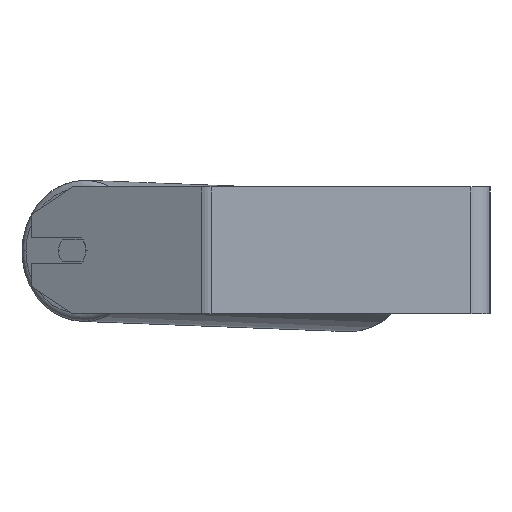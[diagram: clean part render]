
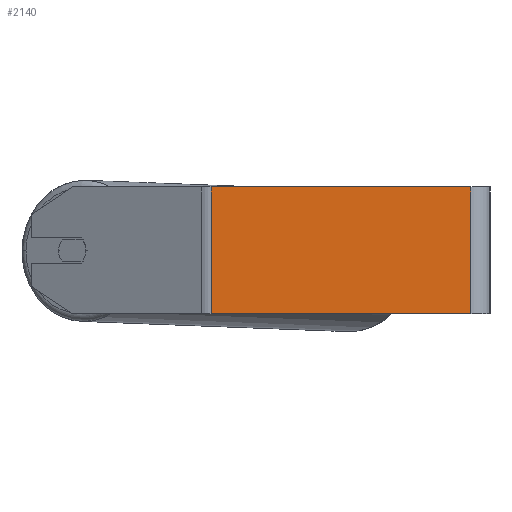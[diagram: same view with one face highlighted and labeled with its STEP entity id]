
A CAD part, left-side view. The second image highlights one B-rep face of the part: STEP entity #2140.
In plain terms, the highlighted planar face has unit normal (-1, 0, 0).
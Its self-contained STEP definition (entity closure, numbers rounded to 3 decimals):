
#139 = VERTEX_POINT ( 'NONE', #6086 ) ;
#278 = CARTESIAN_POINT ( 'NONE',  ( -380., 12., -40. ) ) ;
#358 = CARTESIAN_POINT ( 'NONE',  ( -380., 12., 40. ) ) ;
#385 = DIRECTION ( 'NONE',  ( 0., 0., -1. ) ) ;
#400 = LINE ( 'NONE', #4548, #2018 ) ;
#407 = DIRECTION ( 'NONE',  ( 1., 0., 0. ) ) ;
#837 = VECTOR ( 'NONE', #385, 1000. ) ;
#1380 = DIRECTION ( 'NONE',  ( 0., -1., 0. ) ) ;
#1591 = LINE ( 'NONE', #7021, #4737 ) ;
#1701 = DIRECTION ( 'NONE',  ( 0., -1., 0. ) ) ;
#1793 = VECTOR ( 'NONE', #2069, 1000. ) ;
#1890 = DIRECTION ( 'NONE',  ( 0., 0., -1. ) ) ;
#2018 = VECTOR ( 'NONE', #1701, 1000. ) ;
#2037 = CARTESIAN_POINT ( 'NONE',  ( -380., 12., 40. ) ) ;
#2069 = DIRECTION ( 'NONE',  ( 0., 0., -1. ) ) ;
#2138 = LINE ( 'NONE', #2037, #1793 ) ;
#2140 = ADVANCED_FACE ( 'NONE', ( #7051 ), #4152, .F. ) ;
#2529 = VERTEX_POINT ( 'NONE', #358 ) ;
#2540 = VERTEX_POINT ( 'NONE', #4144 ) ;
#2766 = ORIENTED_EDGE ( 'NONE', *, *, #6145, .T. ) ;
#2935 = EDGE_CURVE ( 'NONE', #2540, #139, #3277, .T. ) ;
#3011 = ORIENTED_EDGE ( 'NONE', *, *, #2935, .T. ) ;
#3277 = LINE ( 'NONE', #6098, #837 ) ;
#3477 = ORIENTED_EDGE ( 'NONE', *, *, #4811, .F. ) ;
#3672 = CARTESIAN_POINT ( 'NONE',  ( -380., 179.004, 40. ) ) ;
#4123 = VERTEX_POINT ( 'NONE', #278 ) ;
#4144 = CARTESIAN_POINT ( 'NONE',  ( -380., 175.789, 40. ) ) ;
#4152 = PLANE ( 'NONE',  #6974 ) ;
#4548 = CARTESIAN_POINT ( 'NONE',  ( -380., 179.004, -40. ) ) ;
#4737 = VECTOR ( 'NONE', #1380, 1000. ) ;
#4811 = EDGE_CURVE ( 'NONE', #2529, #4123, #2138, .T. ) ;
#5118 = ORIENTED_EDGE ( 'NONE', *, *, #6093, .F. ) ;
#6086 = CARTESIAN_POINT ( 'NONE',  ( -380., 175.789, -40. ) ) ;
#6093 = EDGE_CURVE ( 'NONE', #2540, #2529, #1591, .T. ) ;
#6098 = CARTESIAN_POINT ( 'NONE',  ( -380., 175.789, 40. ) ) ;
#6145 = EDGE_CURVE ( 'NONE', #139, #4123, #400, .T. ) ;
#6974 = AXIS2_PLACEMENT_3D ( 'NONE', #3672, #407, #1890 ) ;
#7021 = CARTESIAN_POINT ( 'NONE',  ( -380., 179.004, 40. ) ) ;
#7027 = EDGE_LOOP ( 'NONE', ( #2766, #3477, #5118, #3011 ) ) ;
#7051 = FACE_OUTER_BOUND ( 'NONE', #7027, .T. ) ;
